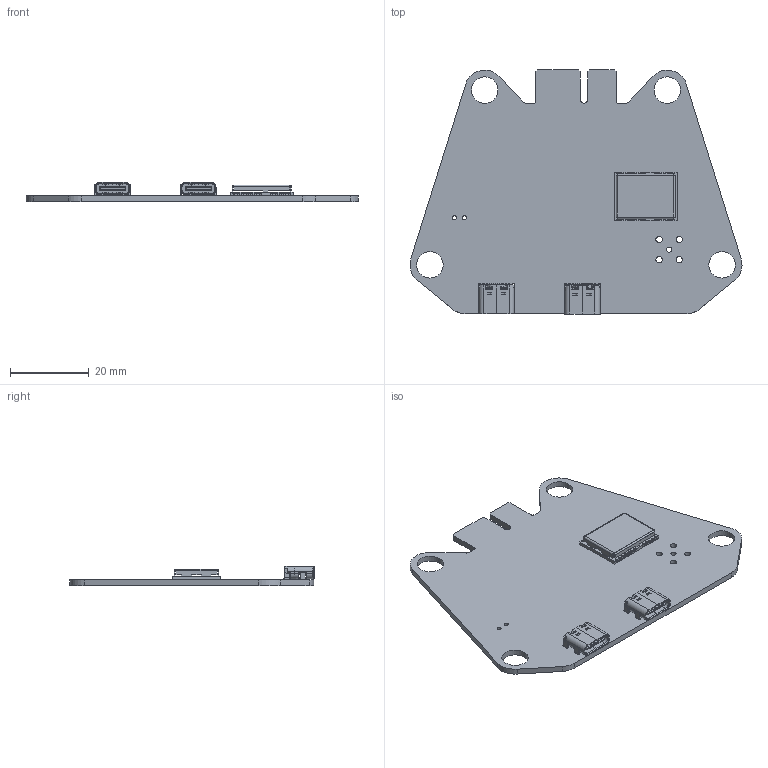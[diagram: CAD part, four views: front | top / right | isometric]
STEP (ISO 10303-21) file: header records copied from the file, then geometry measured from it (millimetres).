
FILE_DESCRIPTION(('KiCad electronic assembly'),'2;1');
FILE_NAME('board.step','2025-02-15T16:30:33',('Pcbnew'),('Kicad'), 'Open CASCADE STEP processor 7.6','KiCad to STEP converter','Unknown' );
FILE_SCHEMA(('AUTOMOTIVE_DESIGN { 1 0 10303 214 1 1 1 1 }'));
Length unit declared in the file: millimetre
Products named in the file (5): board 1; USB_C_Receptacle_GCT_USB4105-xx-A_16P_TopMnt_Horizontal; NEO-M9N-00B; NEO-M9N_NEO-M9N; gps_PCB
Assembly tree (5 placements, depth 3):
  board 1
    USB_C_Receptacle_GCT_USB4105-xx-A_16P_TopMnt_Horizontal  x2
    NEO-M9N-00B
      NEO-M9N_NEO-M9N
    gps_PCB
Bounding box: 84.09 x 61.85 x 4.91 mm (x, y, z)
Volume: 6527.3 mm3; surface area: 10792.8 mm2
Topology: 99 solids, 99 shells, 1817 faces, 4501 edges, 2862 vertices
Faces by surface type: plane 1399, cylinder 402, cone 16
Full cylindrical faces by diameter (mm): 0.5 x4, 0.6 x4, 1 x2, 1.3 x1, 1.6 x4, 6.7 x4
Entity records: 34320 total; most frequent: CARTESIAN_POINT 6028, ORIENTED_EDGE 5802, DIRECTION 5773, EDGE_CURVE 2901, LINE 2359, VECTOR 2359, VERTEX_POINT 1846, AXIS2_PLACEMENT_3D 1707
